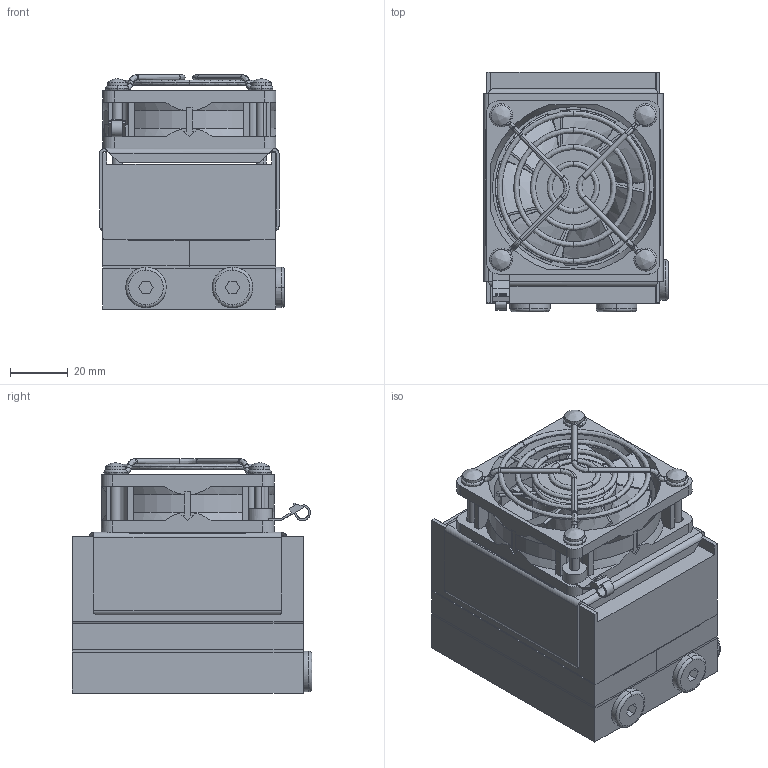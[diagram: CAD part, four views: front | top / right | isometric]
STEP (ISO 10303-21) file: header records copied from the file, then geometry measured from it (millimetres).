
FILE_DESCRIPTION (( 'STEP AP214' ), '1' );
FILE_NAME ('錨璃23.STEP', '2018-12-05T01:01:48', ( '' ), ( '' ), 'SwSTEP 2.0', 'SolidWorks 2016', '' );
FILE_SCHEMA (( 'AUTOMOTIVE_DESIGN' ));
Length unit declared in the file: millimetre
Products named in the file (1): 錨璃23
Bounding box: 64.1 x 83 x 81.14 mm (x, y, z)
Surface area: 59926.5 mm2 (no closed solid volume)
Topology: 0 solids, 6 shells, 499 faces, 1406 edges, 913 vertices
Faces by surface type: plane 216, bspline 139, cylinder 124, cone 20
Entity records: 25186 total; most frequent: CARTESIAN_POINT 9621, ORIENTED_EDGE 2808, DIRECTION 2388, EDGE_CURVE 1406, VERTEX_POINT 913, AXIS2_PLACEMENT_3D 861, VECTOR 666, LINE 666
